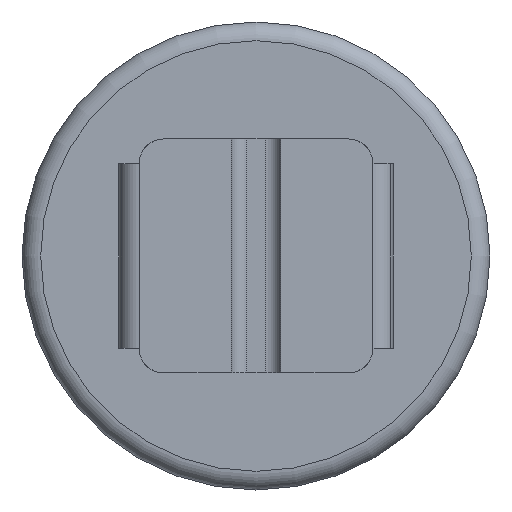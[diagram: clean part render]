
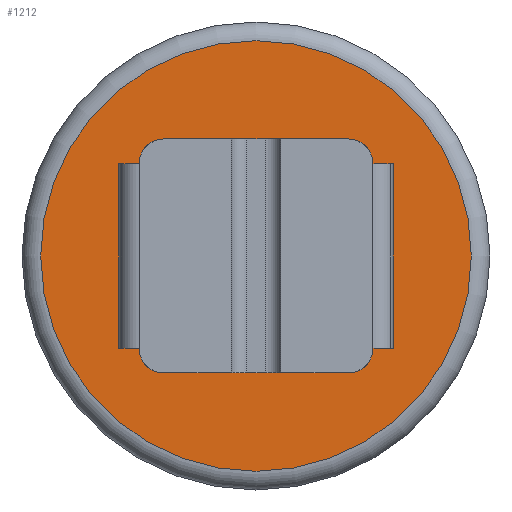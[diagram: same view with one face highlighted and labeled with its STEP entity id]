
A CAD part, left-side view. The second image highlights one B-rep face of the part: STEP entity #1212.
In plain terms, the highlighted planar face has unit normal (-1, 0, 0).
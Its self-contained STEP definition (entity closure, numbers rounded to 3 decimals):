
#78=FACE_BOUND('',#329,.T.);
#80=LINE('',#1775,#172);
#81=LINE('',#1779,#173);
#82=LINE('',#1783,#174);
#83=LINE('',#1786,#175);
#172=VECTOR('',#1431,10.);
#173=VECTOR('',#1434,10.);
#174=VECTOR('',#1437,10.);
#175=VECTOR('',#1440,10.);
#264=FACE_OUTER_BOUND('',#328,.T.);
#328=EDGE_LOOP('',(#753,#754));
#329=EDGE_LOOP('',(#755,#756,#757,#758,#759,#760,#761,#762));
#394=CIRCLE('',#1297,3.45);
#395=CIRCLE('',#1298,3.45);
#396=CIRCLE('',#1299,0.4);
#397=CIRCLE('',#1300,0.4);
#398=CIRCLE('',#1301,0.4);
#399=CIRCLE('',#1302,0.4);
#451=VERTEX_POINT('',#1767);
#452=VERTEX_POINT('',#1768);
#453=VERTEX_POINT('',#1771);
#454=VERTEX_POINT('',#1772);
#455=VERTEX_POINT('',#1774);
#456=VERTEX_POINT('',#1776);
#457=VERTEX_POINT('',#1778);
#458=VERTEX_POINT('',#1780);
#459=VERTEX_POINT('',#1782);
#460=VERTEX_POINT('',#1784);
#572=EDGE_CURVE('',#451,#452,#394,.T.);
#573=EDGE_CURVE('',#452,#451,#395,.T.);
#574=EDGE_CURVE('',#453,#454,#396,.T.);
#575=EDGE_CURVE('',#455,#453,#80,.T.);
#576=EDGE_CURVE('',#456,#455,#397,.T.);
#577=EDGE_CURVE('',#456,#457,#81,.T.);
#578=EDGE_CURVE('',#458,#457,#398,.T.);
#579=EDGE_CURVE('',#459,#458,#82,.T.);
#580=EDGE_CURVE('',#460,#459,#399,.T.);
#581=EDGE_CURVE('',#454,#460,#83,.T.);
#753=ORIENTED_EDGE('',*,*,#572,.T.);
#754=ORIENTED_EDGE('',*,*,#573,.T.);
#755=ORIENTED_EDGE('',*,*,#574,.F.);
#756=ORIENTED_EDGE('',*,*,#575,.F.);
#757=ORIENTED_EDGE('',*,*,#576,.F.);
#758=ORIENTED_EDGE('',*,*,#577,.T.);
#759=ORIENTED_EDGE('',*,*,#578,.F.);
#760=ORIENTED_EDGE('',*,*,#579,.F.);
#761=ORIENTED_EDGE('',*,*,#580,.F.);
#762=ORIENTED_EDGE('',*,*,#581,.F.);
#1115=PLANE('',#1296);
#1212=ADVANCED_FACE('',(#264,#78),#1115,.T.);
#1296=AXIS2_PLACEMENT_3D('',#1766,#1423,#1424);
#1297=AXIS2_PLACEMENT_3D('',#1769,#1425,#1426);
#1298=AXIS2_PLACEMENT_3D('',#1770,#1427,#1428);
#1299=AXIS2_PLACEMENT_3D('',#1773,#1429,#1430);
#1300=AXIS2_PLACEMENT_3D('',#1777,#1432,#1433);
#1301=AXIS2_PLACEMENT_3D('',#1781,#1435,#1436);
#1302=AXIS2_PLACEMENT_3D('',#1785,#1438,#1439);
#1423=DIRECTION('center_axis',(-1.,0.,0.));
#1424=DIRECTION('ref_axis',(0.,0.,1.));
#1425=DIRECTION('center_axis',(-1.,0.,0.));
#1426=DIRECTION('ref_axis',(0.,0.,1.));
#1427=DIRECTION('center_axis',(-1.,0.,0.));
#1428=DIRECTION('ref_axis',(0.,0.,1.));
#1429=DIRECTION('center_axis',(-1.,0.,0.));
#1430=DIRECTION('ref_axis',(0.,0.707,0.707));
#1431=DIRECTION('',(0.,1.,0.));
#1432=DIRECTION('center_axis',(-1.,0.,0.));
#1433=DIRECTION('ref_axis',(0.,-0.707,0.707));
#1434=DIRECTION('',(0.,0.,-1.));
#1435=DIRECTION('center_axis',(-1.,0.,0.));
#1436=DIRECTION('ref_axis',(0.,-0.707,-0.707));
#1437=DIRECTION('',(0.,-1.,0.));
#1438=DIRECTION('center_axis',(-1.,0.,0.));
#1439=DIRECTION('ref_axis',(0.,0.707,-0.707));
#1440=DIRECTION('',(0.,0.,-1.));
#1766=CARTESIAN_POINT('Origin',(-3.446,6.548,6.472));
#1767=CARTESIAN_POINT('',(-3.446,9.998,6.472));
#1768=CARTESIAN_POINT('',(-3.446,6.548,3.022));
#1769=CARTESIAN_POINT('Origin',(-3.446,6.548,6.472));
#1770=CARTESIAN_POINT('Origin',(-3.446,6.548,6.472));
#1771=CARTESIAN_POINT('',(-3.446,8.023,8.347));
#1772=CARTESIAN_POINT('',(-3.446,8.423,7.947));
#1773=CARTESIAN_POINT('Origin',(-3.446,8.023,7.947));
#1774=CARTESIAN_POINT('',(-3.446,5.073,8.347));
#1775=CARTESIAN_POINT('',(-3.446,6.548,8.347));
#1776=CARTESIAN_POINT('',(-3.446,4.673,7.947));
#1777=CARTESIAN_POINT('Origin',(-3.446,5.073,7.947));
#1778=CARTESIAN_POINT('',(-3.446,4.673,4.997));
#1779=CARTESIAN_POINT('',(-3.446,4.673,6.472));
#1780=CARTESIAN_POINT('',(-3.446,5.073,4.597));
#1781=CARTESIAN_POINT('Origin',(-3.446,5.073,4.997));
#1782=CARTESIAN_POINT('',(-3.446,8.023,4.597));
#1783=CARTESIAN_POINT('',(-3.446,8.423,4.597));
#1784=CARTESIAN_POINT('',(-3.446,8.423,4.997));
#1785=CARTESIAN_POINT('Origin',(-3.446,8.023,4.997));
#1786=CARTESIAN_POINT('',(-3.446,8.423,6.472));
